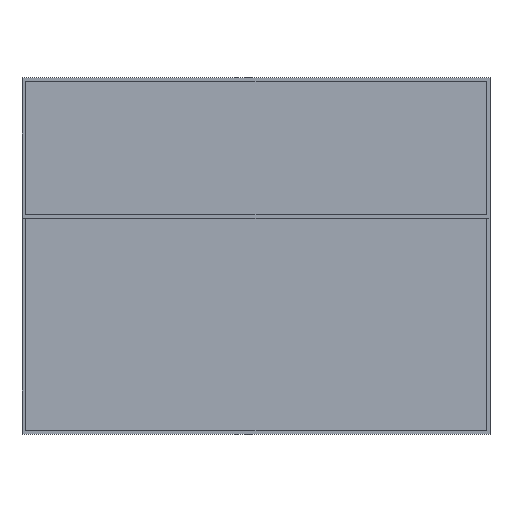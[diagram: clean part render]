
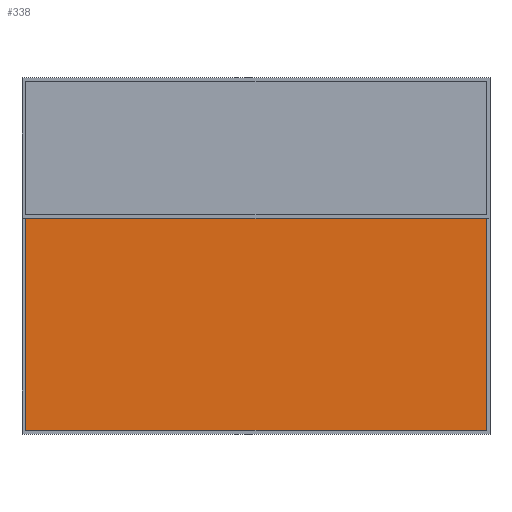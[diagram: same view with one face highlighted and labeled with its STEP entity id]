
A CAD part, top view. The second image highlights one B-rep face of the part: STEP entity #338.
In plain terms, the highlighted planar face has unit normal (0, 0, 1).
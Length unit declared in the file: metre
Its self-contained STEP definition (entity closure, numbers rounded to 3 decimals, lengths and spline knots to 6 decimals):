
#40=ORIENTED_EDGE('',*,*,#128,.F.);
#41=ORIENTED_EDGE('',*,*,#129,.F.);
#42=ORIENTED_EDGE('',*,*,#130,.F.);
#43=ORIENTED_EDGE('',*,*,#131,.F.);
#128=EDGE_CURVE('',#170,#171,#204,.T.);
#129=EDGE_CURVE('',#172,#170,#205,.T.);
#130=EDGE_CURVE('',#173,#172,#206,.T.);
#131=EDGE_CURVE('',#171,#173,#207,.T.);
#170=VERTEX_POINT('',#522);
#171=VERTEX_POINT('',#523);
#172=VERTEX_POINT('',#525);
#173=VERTEX_POINT('',#527);
#204=LINE('',#521,#250);
#205=LINE('',#524,#251);
#206=LINE('',#526,#252);
#207=LINE('',#528,#253);
#250=VECTOR('',#424,1.);
#251=VECTOR('',#425,1.);
#252=VECTOR('',#426,1.);
#253=VECTOR('',#427,1.);
#279=EDGE_LOOP('',(#40,#41,#42,#43));
#299=FACE_BOUND('',#279,.T.);
#319=PLANE('',#370);
#338=ADVANCED_FACE('',(#299),#319,.T.);
#370=AXIS2_PLACEMENT_3D('',#520,#422,#423);
#422=DIRECTION('',(0.,0.,1.));
#423=DIRECTION('',(1.,0.,0.));
#424=DIRECTION('',(0.,1.,0.));
#425=DIRECTION('',(-1.,0.,0.));
#426=DIRECTION('',(0.,-1.,0.));
#427=DIRECTION('',(1.,0.,0.));
#520=CARTESIAN_POINT('',(0.014581,0.041323,0.0015));
#521=CARTESIAN_POINT('',(-0.111419,0.003823,0.0015));
#522=CARTESIAN_POINT('',(-0.111419,-0.054177,0.0015));
#523=CARTESIAN_POINT('',(-0.111419,0.061823,0.0015));
#524=CARTESIAN_POINT('',(0.014581,-0.054177,0.0015));
#525=CARTESIAN_POINT('',(0.140581,-0.054177,0.0015));
#526=CARTESIAN_POINT('',(0.140581,0.003823,0.0015));
#527=CARTESIAN_POINT('',(0.140581,0.061823,0.0015));
#528=CARTESIAN_POINT('',(0.014581,0.061823,0.0015));
